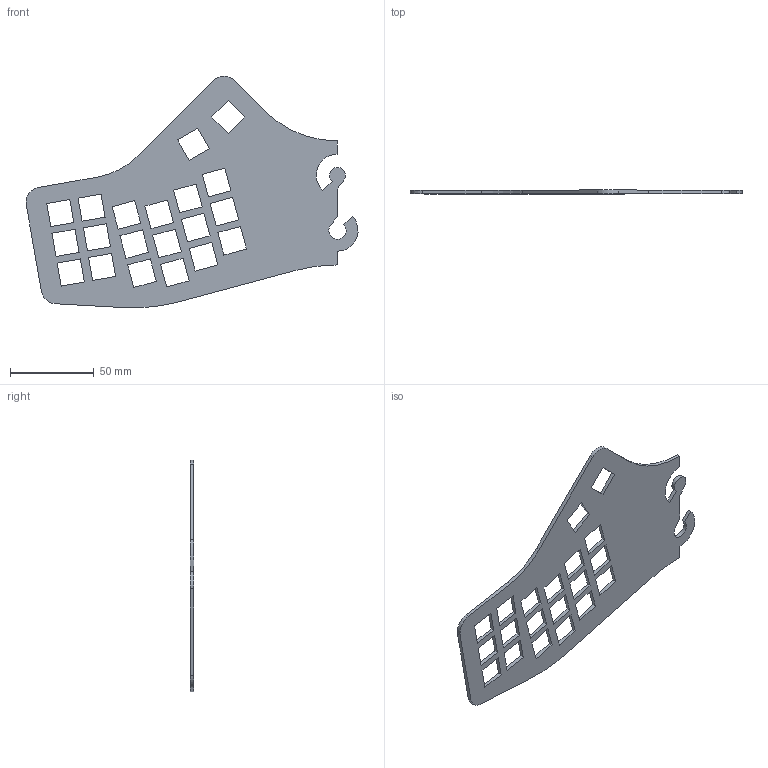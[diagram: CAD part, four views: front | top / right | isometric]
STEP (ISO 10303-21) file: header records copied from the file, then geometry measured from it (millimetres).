
FILE_DESCRIPTION(/* description */ (''),/* implementation_level */ '2;1');
FILE_NAME(/* name */ 'SPlate_L.step',/* time_stamp */ '2023-01-20T10:21:49-08:00',/* author */ (''),/* organization */ (''),/* preprocessor_version */ 'ST-DEVELOPER v19.2',/* originating_system */ 'Autodesk Translation Framework v11.17.0.187',/* authorisation */ '');
FILE_SCHEMA (('AUTOMOTIVE_DESIGN { 1 0 10303 214 3 1 1 }'));
Length unit declared in the file: millimetre
Products named in the file (1): Hand Wired Alice-ish
Bounding box: 198.76 x 2.2 x 138.5 mm (x, y, z)
Volume: 28641.2 mm3; surface area: 29890.5 mm2
Topology: 1 solids, 1 shells, 106 faces, 312 edges, 208 vertices
Faces by surface type: plane 95, cylinder 11
Entity records: 3605 total; most frequent: CARTESIAN_POINT 627, ORIENTED_EDGE 624, DIRECTION 548, EDGE_CURVE 312, LINE 290, VECTOR 290, VERTEX_POINT 208, EDGE_LOOP 146
